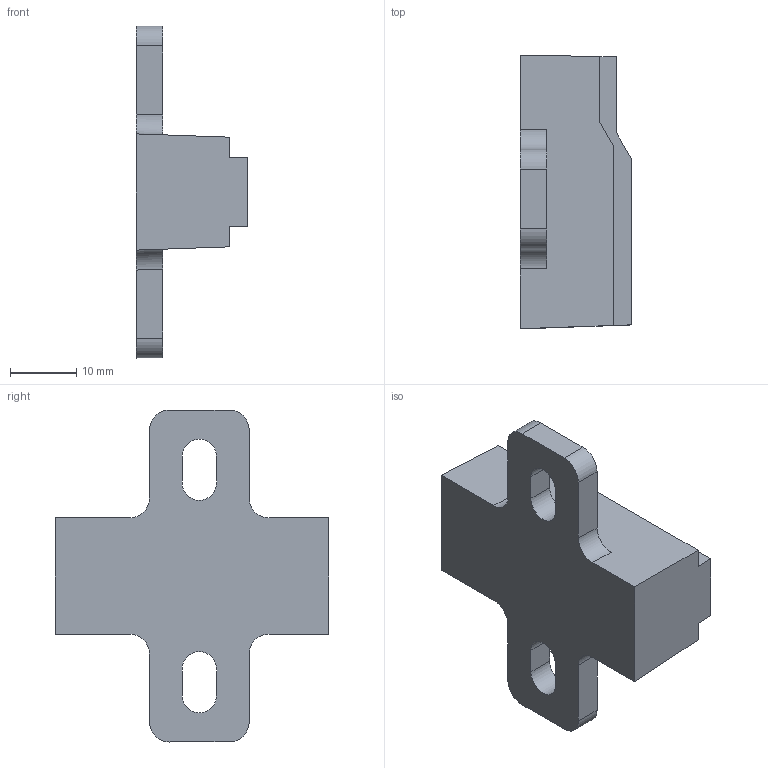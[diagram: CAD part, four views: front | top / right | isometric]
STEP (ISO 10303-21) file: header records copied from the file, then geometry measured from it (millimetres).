
FILE_DESCRIPTION((''),'2;1');
FILE_NAME('244-3651-IMS','2022-12-14T12:55:02',('marino.prodan'),('Audax d.o.o.'),'CREO PARAMETRIC BY PTC INC, 2021304','CREO PARAMETRIC BY PTC INC, 2021304','');
FILE_SCHEMA(('AUTOMOTIVE_DESIGN { 1 0 10303 214 1 1 1 1 }'));
Length unit declared in the file: millimetre
Products named in the file (1): 244-3651-IMS
Bounding box: 16.8 x 41.2 x 50 mm (x, y, z)
Volume: 12005.3 mm3; surface area: 4485.7 mm2
Topology: 1 solids, 1 shells, 54 faces, 153 edges, 102 vertices
Faces by surface type: plane 42, cylinder 12
Entity records: 2158 total; most frequent: CARTESIAN_POINT 378, COLOUR_RGB 317, ORIENTED_EDGE 306, DIRECTION 269, EDGE_CURVE 153, VECTOR 129, LINE 129, VERTEX_POINT 102
